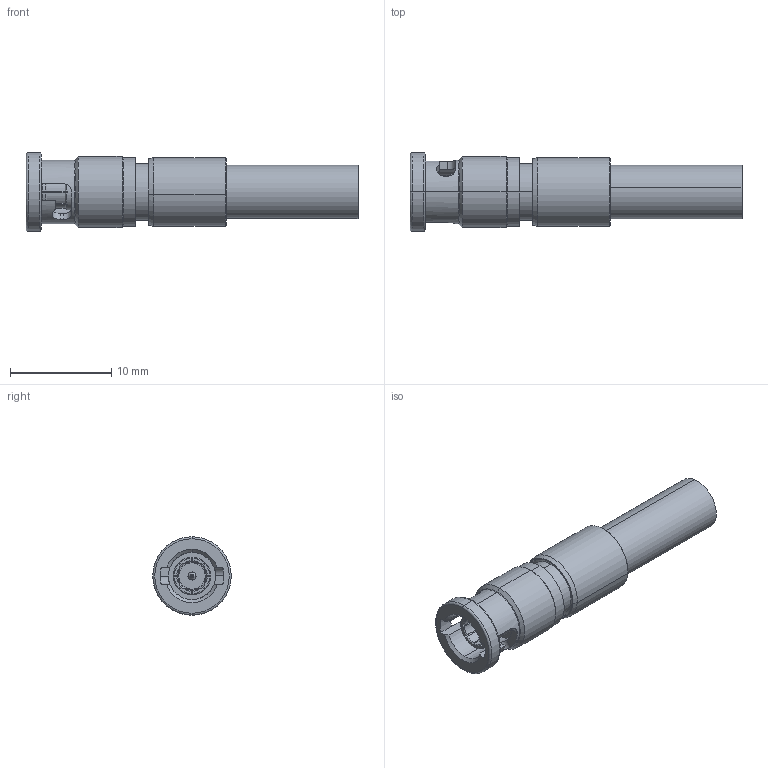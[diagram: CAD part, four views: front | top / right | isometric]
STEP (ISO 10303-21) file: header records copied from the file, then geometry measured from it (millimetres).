
FILE_DESCRIPTION (( 'STEP AP203' ), '1' );
FILE_NAME ('HDBNC-P-2.6C.STEP', '2025-03-10T02:44:01', ( '' ), ( '' ), 'SwSTEP 2.0', 'SolidWorks 2022', '' );
FILE_SCHEMA (( 'CONFIG_CONTROL_DESIGN' ));
Length unit declared in the file: millimetre
Products named in the file (1): HDBNC-P-2.6C
Bounding box: 32.75 x 7.75 x 7.75 mm (x, y, z)
Volume: 851.5 mm3; surface area: 968.6 mm2
Topology: 1 solids, 3 shells, 187 faces, 496 edges, 321 vertices
Faces by surface type: plane 66, cylinder 62, cone 39, torus 20
Entity records: 6514 total; most frequent: CARTESIAN_POINT 1745, DIRECTION 999, ORIENTED_EDGE 992, EDGE_CURVE 496, AXIS2_PLACEMENT_3D 395, VERTEX_POINT 321, VECTOR 209, LINE 209
